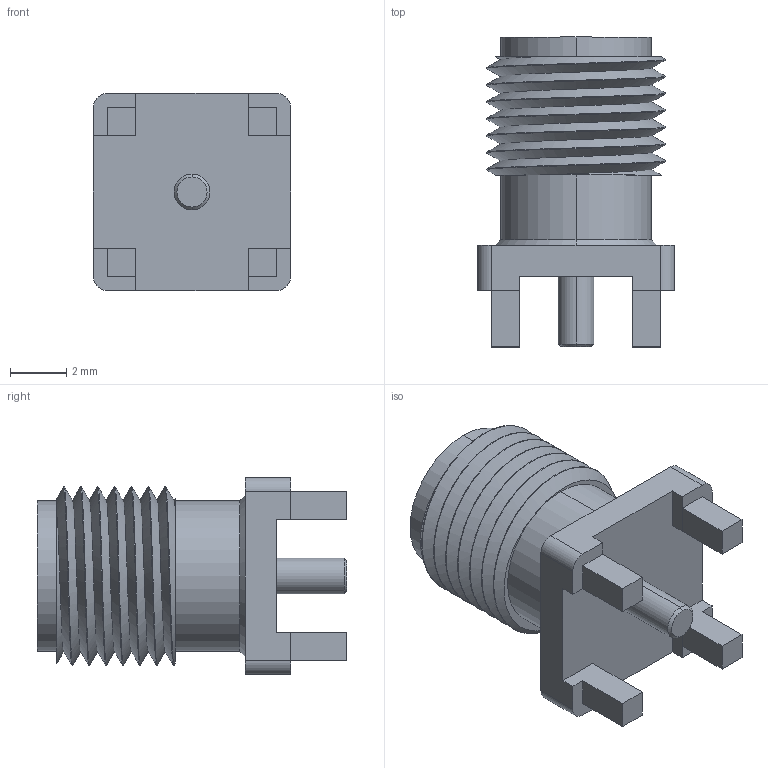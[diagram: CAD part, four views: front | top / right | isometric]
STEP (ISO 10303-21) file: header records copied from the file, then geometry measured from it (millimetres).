
FILE_DESCRIPTION (( 'STEP AP214' ), '1' );
FILE_NAME ('PCB.SMAFSTJ.A.HT_web.STEP', '2020-06-02T05:54:46', ( '' ), ( '' ), 'SwSTEP 2.0', 'SolidWorks 2018', '' );
FILE_SCHEMA (( 'AUTOMOTIVE_DESIGN' ));
Length unit declared in the file: millimetre
Products named in the file (2): PCB.SMAFSTJ.A.HT_web
Bounding box: 7 x 11 x 7 mm (x, y, z)
Volume: 219.7 mm3; surface area: 432.4 mm2
Topology: 1 solids, 1 shells, 75 faces, 198 edges, 130 vertices
Faces by surface type: plane 38, cylinder 29, cone 6, bspline 2
Entity records: 3377 total; most frequent: CARTESIAN_POINT 1545, ORIENTED_EDGE 394, DIRECTION 350, EDGE_CURVE 197, VERTEX_POINT 128, LINE 124, VECTOR 124, AXIS2_PLACEMENT_3D 113
